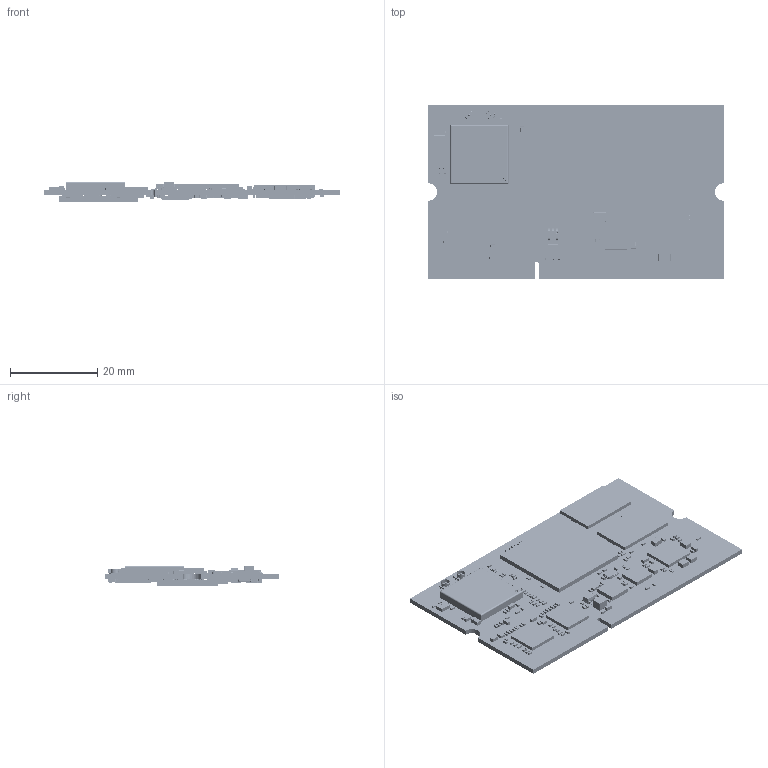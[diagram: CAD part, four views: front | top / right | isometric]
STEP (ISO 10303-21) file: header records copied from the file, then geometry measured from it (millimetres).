
FILE_DESCRIPTION(('Open CASCADE Model'),'2;1');
FILE_NAME('Open CASCADE Shape Model','2020-01-21T15:45:03',('Author'),( 'Open CASCADE'),'Open CASCADE STEP processor 6.8','Open CASCADE 6.8' ,'Unknown');
FILE_SCHEMA(('AUTOMOTIVE_DESIGN { 1 0 10303 214 1 1 1 1 }'));
Length unit declared in the file: millimetre
Products named in the file (625): PCB; Board; Open CASCADE STEP translator 6.8 4.1.1; C215; User_Library-SMD_CAPACITOR_0603; L17; User_Library-Chip_Inductor_0402; L15; L9; L6; C228; C216; User_Library-SMD_CAPACITOR_0402; C189; C183; C175; C168; C135; C130; C106; C97; C162; C170; C172; C171; C160; C158; C159; C156; C193; C192; Y4; User_Library-tsx-3225; C174; C176; C161; R147; RESC1005; C220; C121 ...
Assembly tree (1006 placements, depth 6):
  PCB
    Board
      Open CASCADE STEP translator 6.8 4.1.1
    C215
      User_Library-SMD_CAPACITOR_0603
    L17
      User_Library-Chip_Inductor_0402
    L15
      User_Library-Chip_Inductor_0402
    L9
      User_Library-Chip_Inductor_0402
    L6
      User_Library-Chip_Inductor_0402
    C228
      User_Library-SMD_CAPACITOR_0603
    C216
      User_Library-SMD_CAPACITOR_0402
    C189
      User_Library-SMD_CAPACITOR_0603
    C183
      User_Library-SMD_CAPACITOR_0402
    C175
      User_Library-SMD_CAPACITOR_0402
    C168
      User_Library-SMD_CAPACITOR_0402
    C135
      User_Library-SMD_CAPACITOR_0402
    C130
      User_Library-SMD_CAPACITOR_0402
    C106
      User_Library-SMD_CAPACITOR_0402
    C97
      User_Library-SMD_CAPACITOR_0402
    C162
      User_Library-SMD_CAPACITOR_0402
    C170
      User_Library-SMD_CAPACITOR_0402
    C172
      User_Library-SMD_CAPACITOR_0402
    C171
      User_Library-SMD_CAPACITOR_0402
    C160
      User_Library-SMD_CAPACITOR_0402
    C158
      User_Library-SMD_CAPACITOR_0402
    C159
      User_Library-SMD_CAPACITOR_0402
    C156
      User_Library-SMD_CAPACITOR_0402
    C193
      User_Library-SMD_CAPACITOR_0402
    C192
      User_Library-SMD_CAPACITOR_0402
    Y4
      User_Library-tsx-3225
    C174
      User_Library-SMD_CAPACITOR_0402
    C176
      User_Library-SMD_CAPACITOR_0402
    C161
Bounding box: 67.6 x 40 x 4.7 mm (x, y, z)
Volume: 4764.2 mm3; surface area: 10387.8 mm2
Topology: 622 solids, 624 shells, 16497 faces, 39907 edges, 22683 vertices
Faces by surface type: plane 8468, cylinder 4679, sphere 2356, bspline 938, torus 38, cone 18
Entity records: 145263 total; most frequent: CARTESIAN_POINT 32443, ORIENTED_EDGE 16953, DIRECTION 16431, EDGE_CURVE 8479, VERTEX_POINT 5707, LINE 5615, VECTOR 5615, AXIS2_PLACEMENT_3D 5408
